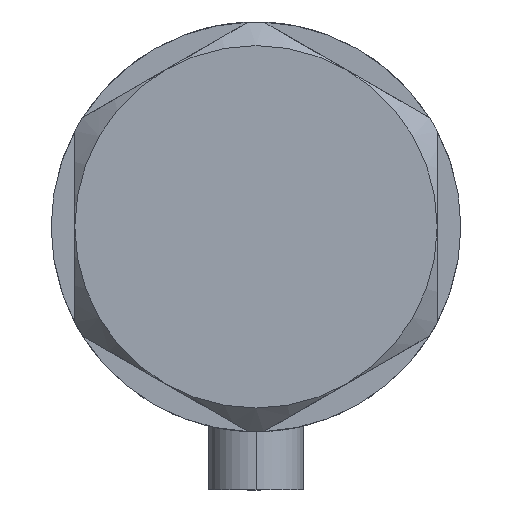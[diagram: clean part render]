
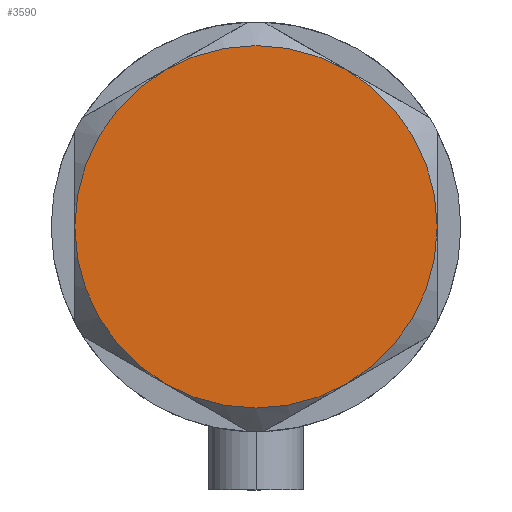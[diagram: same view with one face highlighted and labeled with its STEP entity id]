
A CAD part, left-side view. The second image highlights one B-rep face of the part: STEP entity #3590.
In plain terms, the highlighted face is planar.
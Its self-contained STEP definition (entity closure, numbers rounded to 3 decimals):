
#58 = ORIENTED_EDGE ( 'NONE', *, *, #1801, .T. ) ;
#134 = CARTESIAN_POINT ( 'NONE',  ( 0., 0., 9. ) ) ;
#270 = CIRCLE ( 'NONE', #2010, 23. ) ;
#314 = CARTESIAN_POINT ( 'NONE',  ( 0., 0., 9. ) ) ;
#478 = AXIS2_PLACEMENT_3D ( 'NONE', #2789, #4287, #888 ) ;
#479 = CIRCLE ( 'NONE', #1181, 23. ) ;
#736 = EDGE_CURVE ( 'NONE', #4031, #3942, #479, .T. ) ;
#737 = CARTESIAN_POINT ( 'NONE',  ( 0., 0., 9. ) ) ;
#888 = DIRECTION ( 'NONE',  ( 1., 0., 0. ) ) ;
#1065 = CARTESIAN_POINT ( 'NONE',  ( -11.5, -19.919, 9. ) ) ;
#1077 = DIRECTION ( 'NONE',  ( 1., 0., 0. ) ) ;
#1130 = DIRECTION ( 'NONE',  ( 1., 0., 0. ) ) ;
#1181 = AXIS2_PLACEMENT_3D ( 'NONE', #737, #1467, #3744 ) ;
#1239 = CARTESIAN_POINT ( 'NONE',  ( 0., 0., 9. ) ) ;
#1310 = ORIENTED_EDGE ( 'NONE', *, *, #2936, .T. ) ;
#1314 = VERTEX_POINT ( 'NONE', #4165 ) ;
#1467 = DIRECTION ( 'NONE',  ( 0., 0., 1. ) ) ;
#1570 = CIRCLE ( 'NONE', #2228, 23. ) ;
#1571 = ORIENTED_EDGE ( 'NONE', *, *, #3727, .T. ) ;
#1622 = CARTESIAN_POINT ( 'NONE',  ( 23., 0., 9. ) ) ;
#1639 = ORIENTED_EDGE ( 'NONE', *, *, #736, .T. ) ;
#1780 = EDGE_CURVE ( 'NONE', #3942, #2842, #4568, .T. ) ;
#1801 = EDGE_CURVE ( 'NONE', #1314, #4164, #1570, .T. ) ;
#2010 = AXIS2_PLACEMENT_3D ( 'NONE', #2216, #3697, #1077 ) ;
#2215 = DIRECTION ( 'NONE',  ( 1., 0., 0. ) ) ;
#2216 = CARTESIAN_POINT ( 'NONE',  ( 0., 0., 9. ) ) ;
#2228 = AXIS2_PLACEMENT_3D ( 'NONE', #1239, #2768, #2746 ) ;
#2246 = EDGE_CURVE ( 'NONE', #3909, #1314, #3402, .T. ) ;
#2291 = DIRECTION ( 'NONE',  ( 1., 0., 0. ) ) ;
#2367 = PLANE ( 'NONE',  #4818 ) ;
#2393 = CIRCLE ( 'NONE', #3635, 23. ) ;
#2746 = DIRECTION ( 'NONE',  ( 1., 0., 0. ) ) ;
#2768 = DIRECTION ( 'NONE',  ( 0., 0., 1. ) ) ;
#2789 = CARTESIAN_POINT ( 'NONE',  ( 0., 0., 9. ) ) ;
#2834 = ORIENTED_EDGE ( 'NONE', *, *, #2246, .T. ) ;
#2842 = VERTEX_POINT ( 'NONE', #4476 ) ;
#2936 = EDGE_CURVE ( 'NONE', #2842, #3909, #2393, .T. ) ;
#3089 = AXIS2_PLACEMENT_3D ( 'NONE', #3785, #3433, #2215 ) ;
#3402 = CIRCLE ( 'NONE', #478, 23. ) ;
#3433 = DIRECTION ( 'NONE',  ( 0., 0., 1. ) ) ;
#3460 = CARTESIAN_POINT ( 'NONE',  ( -11.5, 19.919, 9. ) ) ;
#3487 = FACE_OUTER_BOUND ( 'NONE', #4852, .T. ) ;
#3549 = CARTESIAN_POINT ( 'NONE',  ( 11.5, -19.919, 9. ) ) ;
#3590 = ADVANCED_FACE ( 'NONE', ( #3487 ), #2367, .T. ) ;
#3635 = AXIS2_PLACEMENT_3D ( 'NONE', #314, #3703, #2291 ) ;
#3697 = DIRECTION ( 'NONE',  ( 0., 0., 1. ) ) ;
#3703 = DIRECTION ( 'NONE',  ( 0., 0., 1. ) ) ;
#3727 = EDGE_CURVE ( 'NONE', #4164, #4031, #270, .T. ) ;
#3744 = DIRECTION ( 'NONE',  ( 1., 0., 0. ) ) ;
#3785 = CARTESIAN_POINT ( 'NONE',  ( 0., 0., 9. ) ) ;
#3909 = VERTEX_POINT ( 'NONE', #3460 ) ;
#3942 = VERTEX_POINT ( 'NONE', #1622 ) ;
#4031 = VERTEX_POINT ( 'NONE', #3549 ) ;
#4164 = VERTEX_POINT ( 'NONE', #1065 ) ;
#4165 = CARTESIAN_POINT ( 'NONE',  ( -23., 0., 9. ) ) ;
#4254 = DIRECTION ( 'NONE',  ( 0., 0., 1. ) ) ;
#4287 = DIRECTION ( 'NONE',  ( 0., 0., 1. ) ) ;
#4476 = CARTESIAN_POINT ( 'NONE',  ( 11.5, 19.919, 9. ) ) ;
#4568 = CIRCLE ( 'NONE', #3089, 23. ) ;
#4738 = ORIENTED_EDGE ( 'NONE', *, *, #1780, .T. ) ;
#4818 = AXIS2_PLACEMENT_3D ( 'NONE', #134, #4254, #1130 ) ;
#4852 = EDGE_LOOP ( 'NONE', ( #1639, #4738, #1310, #2834, #58, #1571 ) ) ;
